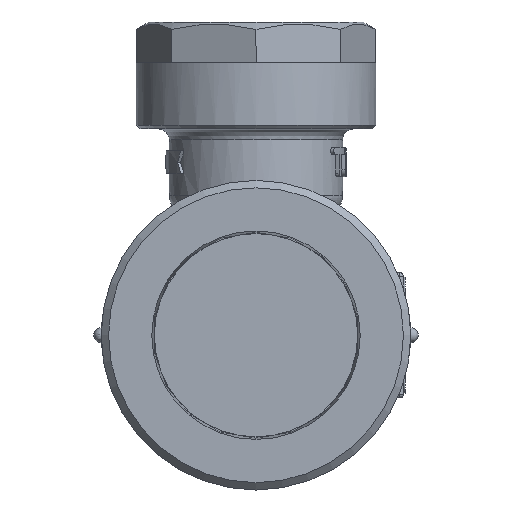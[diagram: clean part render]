
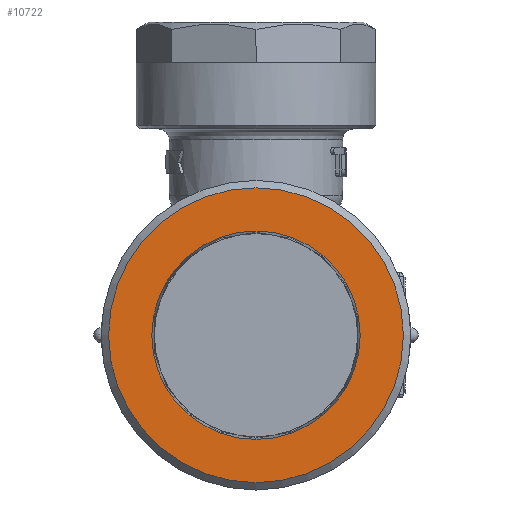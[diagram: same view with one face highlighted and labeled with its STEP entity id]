
A CAD part, left-side view. The second image highlights one B-rep face of the part: STEP entity #10722.
In plain terms, the highlighted planar face has unit normal (-1, 0, 0).
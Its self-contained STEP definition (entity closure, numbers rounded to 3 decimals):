
#110=CARTESIAN_POINT('',(-63.,0.0,-28.279));
#111=VERTEX_POINT('',#110);
#112=CARTESIAN_POINT('',(-63.,0.0,0.0));
#113=DIRECTION('',(1.0,0.0,0.0));
#114=DIRECTION('',(0.0,0.0,-1.0));
#115=AXIS2_PLACEMENT_3D('',#112,#113,#114);
#116=CIRCLE('',#115,28.279);
#117=EDGE_CURVE('',#111,#111,#116,.T.);
#10070=CARTESIAN_POINT('',(-63.,0.,-40.0));
#10071=VERTEX_POINT('',#10070);
#10072=CARTESIAN_POINT('',(-63.,0.0,0.0));
#10073=DIRECTION('',(-1.0,0.0,0.0));
#10074=DIRECTION('',(0.0,0.0,1.0));
#10075=AXIS2_PLACEMENT_3D('',#10072,#10073,#10074);
#10076=CIRCLE('',#10075,40.0);
#10077=EDGE_CURVE('',#10071,#10071,#10076,.T.);
#10711=CARTESIAN_POINT('',(-63.,0.0,0.0));
#10712=DIRECTION('',(-1.0,0.0,0.0));
#10713=DIRECTION('',(0.0,0.0,1.0));
#10714=AXIS2_PLACEMENT_3D('',#10711,#10712,#10713);
#10715=PLANE('',#10714);
#10716=ORIENTED_EDGE('',*,*,#10077,.T.);
#10717=EDGE_LOOP('',(#10716));
#10718=FACE_OUTER_BOUND('',#10717,.T.);
#10719=ORIENTED_EDGE('',*,*,#117,.T.);
#10720=EDGE_LOOP('',(#10719));
#10721=FACE_BOUND('',#10720,.T.);
#10722=ADVANCED_FACE('',(#10718,#10721),#10715,.T.);
